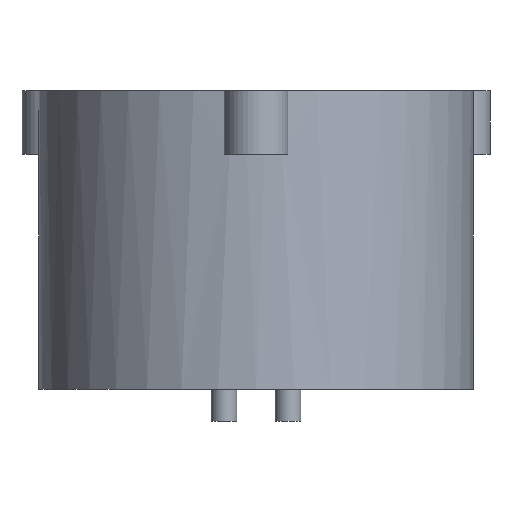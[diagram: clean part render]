
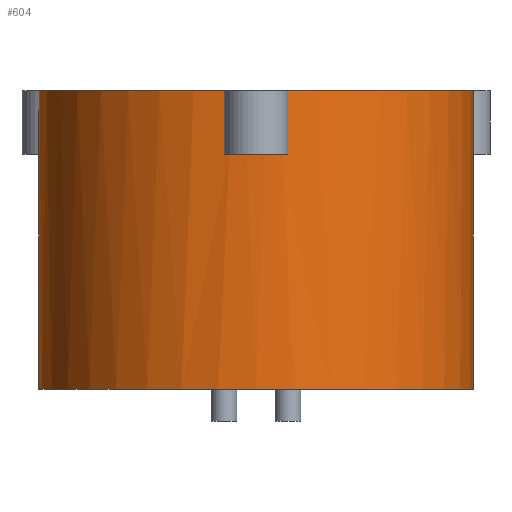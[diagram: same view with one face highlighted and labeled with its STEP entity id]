
A CAD part, front view. The second image highlights one B-rep face of the part: STEP entity #604.
In plain terms, the highlighted cylindrical face has radius 34 mm (diameter 68 mm), a full revolution.
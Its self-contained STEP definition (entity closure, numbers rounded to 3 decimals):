
#55=FACE_OUTER_BOUND('',#92,.T.);
#92=EDGE_LOOP('',(#425,#426,#427,#428,#429,#430,#431,#432,#433,#434,#435,
#436,#437,#438,#439,#440));
#140=CIRCLE('',#659,34.);
#141=CIRCLE('',#661,34.);
#142=CIRCLE('',#662,34.);
#143=CIRCLE('',#663,34.);
#144=CIRCLE('',#664,34.);
#145=CIRCLE('',#665,34.);
#146=CIRCLE('',#666,34.);
#147=CIRCLE('',#667,34.);
#172=LINE('',#930,#222);
#173=LINE('',#934,#223);
#175=LINE('',#948,#225);
#176=LINE('',#952,#226);
#177=LINE('',#956,#227);
#178=LINE('',#960,#228);
#179=LINE('',#964,#229);
#222=VECTOR('',#731,10.);
#223=VECTOR('',#734,10.);
#225=VECTOR('',#752,10.);
#226=VECTOR('',#755,10.);
#227=VECTOR('',#758,10.);
#228=VECTOR('',#761,10.);
#229=VECTOR('',#764,34.);
#272=VERTEX_POINT('',#928);
#273=VERTEX_POINT('',#929);
#274=VERTEX_POINT('',#931);
#275=VERTEX_POINT('',#933);
#278=VERTEX_POINT('',#945);
#279=VERTEX_POINT('',#947);
#280=VERTEX_POINT('',#949);
#281=VERTEX_POINT('',#951);
#282=VERTEX_POINT('',#953);
#283=VERTEX_POINT('',#955);
#284=VERTEX_POINT('',#957);
#285=VERTEX_POINT('',#959);
#286=VERTEX_POINT('',#961);
#287=VERTEX_POINT('',#963);
#328=EDGE_CURVE('',#272,#273,#172,.T.);
#330=EDGE_CURVE('',#275,#274,#173,.T.);
#335=EDGE_CURVE('',#273,#275,#140,.T.);
#336=EDGE_CURVE('',#278,#274,#141,.T.);
#337=EDGE_CURVE('',#278,#279,#175,.T.);
#338=EDGE_CURVE('',#279,#280,#142,.T.);
#339=EDGE_CURVE('',#280,#281,#176,.T.);
#340=EDGE_CURVE('',#282,#281,#143,.T.);
#341=EDGE_CURVE('',#282,#283,#177,.T.);
#342=EDGE_CURVE('',#283,#284,#144,.T.);
#343=EDGE_CURVE('',#284,#285,#178,.T.);
#344=EDGE_CURVE('',#286,#285,#145,.T.);
#345=EDGE_CURVE('',#286,#287,#179,.T.);
#346=EDGE_CURVE('',#287,#287,#146,.T.);
#347=EDGE_CURVE('',#272,#286,#147,.T.);
#425=ORIENTED_EDGE('',*,*,#328,.T.);
#426=ORIENTED_EDGE('',*,*,#335,.T.);
#427=ORIENTED_EDGE('',*,*,#330,.T.);
#428=ORIENTED_EDGE('',*,*,#336,.F.);
#429=ORIENTED_EDGE('',*,*,#337,.T.);
#430=ORIENTED_EDGE('',*,*,#338,.T.);
#431=ORIENTED_EDGE('',*,*,#339,.T.);
#432=ORIENTED_EDGE('',*,*,#340,.F.);
#433=ORIENTED_EDGE('',*,*,#341,.T.);
#434=ORIENTED_EDGE('',*,*,#342,.T.);
#435=ORIENTED_EDGE('',*,*,#343,.T.);
#436=ORIENTED_EDGE('',*,*,#344,.F.);
#437=ORIENTED_EDGE('',*,*,#345,.T.);
#438=ORIENTED_EDGE('',*,*,#346,.T.);
#439=ORIENTED_EDGE('',*,*,#345,.F.);
#440=ORIENTED_EDGE('',*,*,#347,.F.);
#588=CYLINDRICAL_SURFACE('',#660,34.);
#604=ADVANCED_FACE('',(#55),#588,.T.);
#659=AXIS2_PLACEMENT_3D('',#943,#746,#747);
#660=AXIS2_PLACEMENT_3D('',#944,#748,#749);
#661=AXIS2_PLACEMENT_3D('',#946,#750,#751);
#662=AXIS2_PLACEMENT_3D('',#950,#753,#754);
#663=AXIS2_PLACEMENT_3D('',#954,#756,#757);
#664=AXIS2_PLACEMENT_3D('',#958,#759,#760);
#665=AXIS2_PLACEMENT_3D('',#962,#762,#763);
#666=AXIS2_PLACEMENT_3D('',#965,#765,#766);
#667=AXIS2_PLACEMENT_3D('',#966,#767,#768);
#731=DIRECTION('',(0.,0.,-1.));
#734=DIRECTION('',(0.,0.,1.));
#746=DIRECTION('center_axis',(0.,0.,-1.));
#747=DIRECTION('ref_axis',(-1.,0.,0.));
#748=DIRECTION('center_axis',(0.,0.,1.));
#749=DIRECTION('ref_axis',(-1.,0.,0.));
#750=DIRECTION('center_axis',(0.,0.,1.));
#751=DIRECTION('ref_axis',(-1.,0.,0.));
#752=DIRECTION('',(0.,0.,-1.));
#753=DIRECTION('center_axis',(0.,0.,-1.));
#754=DIRECTION('ref_axis',(-1.,0.,0.));
#755=DIRECTION('',(0.,0.,1.));
#756=DIRECTION('center_axis',(0.,0.,1.));
#757=DIRECTION('ref_axis',(-1.,0.,0.));
#758=DIRECTION('',(0.,0.,-1.));
#759=DIRECTION('center_axis',(0.,0.,-1.));
#760=DIRECTION('ref_axis',(-1.,0.,0.));
#761=DIRECTION('',(0.,0.,1.));
#762=DIRECTION('center_axis',(0.,0.,1.));
#763=DIRECTION('ref_axis',(-1.,0.,0.));
#764=DIRECTION('',(0.,0.,-1.));
#765=DIRECTION('center_axis',(0.,0.,1.));
#766=DIRECTION('ref_axis',(-1.,0.,0.));
#767=DIRECTION('center_axis',(0.,0.,1.));
#768=DIRECTION('ref_axis',(-1.,0.,0.));
#928=CARTESIAN_POINT('',(4.168,69.676,218.728));
#929=CARTESIAN_POINT('',(4.168,69.676,208.728));
#930=CARTESIAN_POINT('',(4.168,69.676,218.728));
#931=CARTESIAN_POINT('',(-4.175,69.677,218.728));
#933=CARTESIAN_POINT('',(-4.175,69.677,208.728));
#934=CARTESIAN_POINT('',(-4.175,69.677,218.728));
#943=CARTESIAN_POINT('Origin',(0.,103.42,208.728));
#944=CARTESIAN_POINT('Origin',(0.,103.42,171.978));
#945=CARTESIAN_POINT('',(-31.307,116.683,218.728));
#946=CARTESIAN_POINT('Origin',(0.,103.42,218.728));
#947=CARTESIAN_POINT('',(-31.307,116.683,208.728));
#948=CARTESIAN_POINT('',(-31.307,116.683,218.728));
#949=CARTESIAN_POINT('',(-27.135,123.907,208.728));
#950=CARTESIAN_POINT('Origin',(0.,103.42,208.728));
#951=CARTESIAN_POINT('',(-27.135,123.907,218.728));
#952=CARTESIAN_POINT('',(-27.135,123.907,218.728));
#953=CARTESIAN_POINT('',(27.139,123.901,218.728));
#954=CARTESIAN_POINT('Origin',(0.,103.42,218.728));
#955=CARTESIAN_POINT('',(27.139,123.901,208.728));
#956=CARTESIAN_POINT('',(27.139,123.901,218.728));
#957=CARTESIAN_POINT('',(31.31,116.676,208.728));
#958=CARTESIAN_POINT('Origin',(0.,103.42,208.728));
#959=CARTESIAN_POINT('',(31.31,116.676,218.728));
#960=CARTESIAN_POINT('',(31.31,116.676,218.728));
#961=CARTESIAN_POINT('',(34.,103.42,218.728));
#962=CARTESIAN_POINT('Origin',(0.,103.42,218.728));
#963=CARTESIAN_POINT('',(34.,103.42,171.978));
#964=CARTESIAN_POINT('',(34.,103.42,171.978));
#965=CARTESIAN_POINT('Origin',(0.,103.42,171.978));
#966=CARTESIAN_POINT('Origin',(0.,103.42,218.728));
